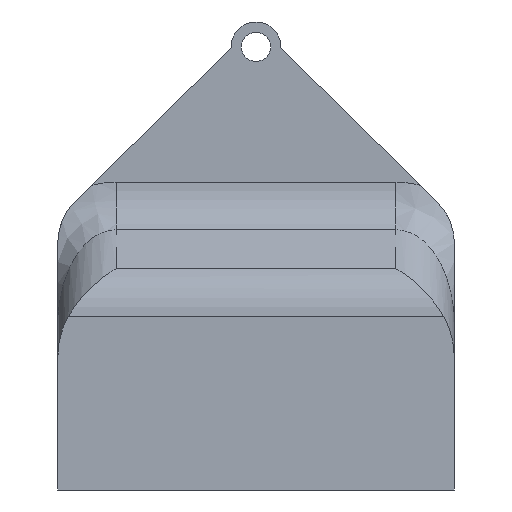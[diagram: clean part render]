
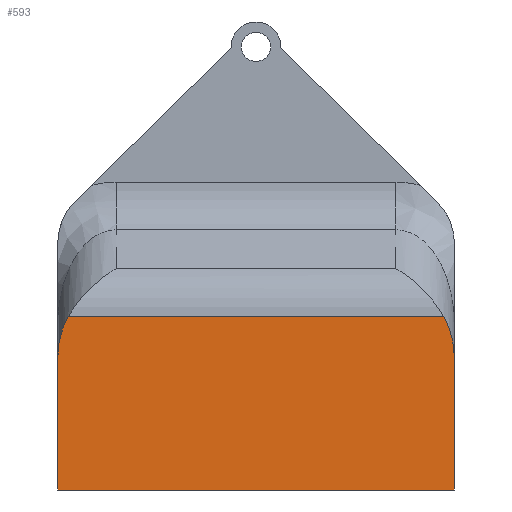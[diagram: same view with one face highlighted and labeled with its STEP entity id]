
A CAD part, front view. The second image highlights one B-rep face of the part: STEP entity #593.
In plain terms, the highlighted planar face has unit normal (0, -1, 0).
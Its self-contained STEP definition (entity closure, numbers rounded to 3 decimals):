
#22=ELLIPSE('',#623,12.208,10.);
#23=ELLIPSE('',#626,12.208,10.);
#51=PLANE('',#660);
#82=FACE_OUTER_BOUND('',#115,.T.);
#115=EDGE_LOOP('',(#545,#546,#547,#548,#549,#550));
#127=LINE('',#852,#182);
#141=LINE('',#1013,#196);
#163=LINE('',#1080,#218);
#178=LINE('',#1111,#233);
#182=VECTOR('',#672,10.);
#196=VECTOR('',#722,10.);
#218=VECTOR('',#786,10.);
#233=VECTOR('',#821,10.);
#245=VERTEX_POINT('',#849);
#246=VERTEX_POINT('',#851);
#262=VERTEX_POINT('',#999);
#264=VERTEX_POINT('',#1007);
#265=VERTEX_POINT('',#1009);
#289=VERTEX_POINT('',#1078);
#302=EDGE_CURVE('',#245,#246,#127,.T.);
#325=EDGE_CURVE('',#262,#245,#22,.T.);
#329=EDGE_CURVE('',#264,#265,#23,.T.);
#331=EDGE_CURVE('',#265,#262,#141,.T.);
#365=EDGE_CURVE('',#289,#264,#163,.T.);
#380=EDGE_CURVE('',#289,#246,#178,.T.);
#545=ORIENTED_EDGE('',*,*,#329,.F.);
#546=ORIENTED_EDGE('',*,*,#365,.F.);
#547=ORIENTED_EDGE('',*,*,#380,.T.);
#548=ORIENTED_EDGE('',*,*,#302,.F.);
#549=ORIENTED_EDGE('',*,*,#325,.F.);
#550=ORIENTED_EDGE('',*,*,#331,.F.);
#593=ADVANCED_FACE('',(#82),#51,.T.);
#623=AXIS2_PLACEMENT_3D('',#1001,#707,#708);
#626=AXIS2_PLACEMENT_3D('',#1010,#716,#717);
#660=AXIS2_PLACEMENT_3D('',#1112,#822,#823);
#672=DIRECTION('',(0.,0.,-1.));
#707=DIRECTION('center_axis',(0.,1.,0.));
#708=DIRECTION('ref_axis',(0.,0.,1.));
#716=DIRECTION('center_axis',(0.,1.,0.));
#717=DIRECTION('ref_axis',(0.,0.,1.));
#722=DIRECTION('',(1.,0.,0.));
#786=DIRECTION('',(0.,0.,1.));
#821=DIRECTION('',(1.,0.,0.));
#822=DIRECTION('center_axis',(0.,-1.,0.));
#823=DIRECTION('ref_axis',(0.,0.,-1.));
#849=CARTESIAN_POINT('',(34.,-72.5,84.792));
#851=CARTESIAN_POINT('',(34.,-72.5,62.));
#852=CARTESIAN_POINT('',(34.,-72.5,62.));
#999=CARTESIAN_POINT('',(32.192,-72.5,91.794));
#1001=CARTESIAN_POINT('Origin',(24.,-72.5,84.792));
#1007=CARTESIAN_POINT('',(-34.,-72.5,84.792));
#1009=CARTESIAN_POINT('',(-32.192,-72.5,91.794));
#1010=CARTESIAN_POINT('Origin',(-24.,-72.5,84.792));
#1013=CARTESIAN_POINT('',(0.,-72.5,91.794));
#1078=CARTESIAN_POINT('',(-34.,-72.5,62.));
#1080=CARTESIAN_POINT('',(-34.,-72.5,62.));
#1111=CARTESIAN_POINT('',(0.,-72.5,62.));
#1112=CARTESIAN_POINT('Origin',(0.,-72.5,97.));
